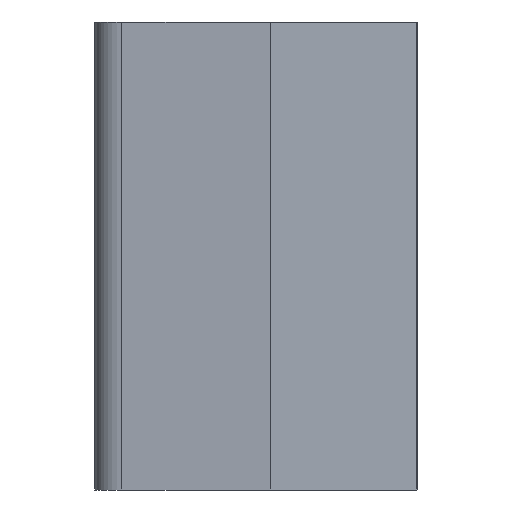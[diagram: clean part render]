
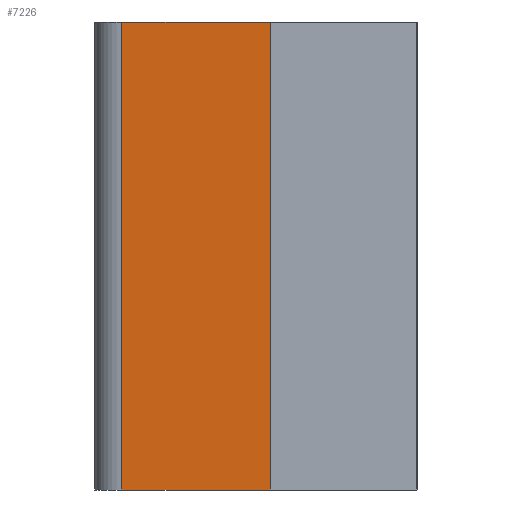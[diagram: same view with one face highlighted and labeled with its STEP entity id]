
A CAD part, left-side view. The second image highlights one B-rep face of the part: STEP entity #7226.
In plain terms, the highlighted planar face has unit normal (-0.997, 0.083, 0).
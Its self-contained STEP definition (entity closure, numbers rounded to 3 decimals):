
#6208 = PLANE ( 'NONE',  #8380 ) ;
#6209 = CARTESIAN_POINT ( 'NONE',  ( -1.008, 0.153, 0.8 ) ) ;
#6210 = DIRECTION ( 'NONE',  ( 0.997, -0.083, 0. ) ) ;
#6211 = DIRECTION ( 'NONE',  ( 0.083, 0.997, 0. ) ) ;
#7226 = ADVANCED_FACE ( 'NONE', ( #8377 ), #6208, .F. ) ;
#8377 = FACE_OUTER_BOUND ( 'NONE', #9897, .T. ) ;
#8380 = AXIS2_PLACEMENT_3D ( 'NONE', #6209, #6210, #6211 ) ;
#9173 = EDGE_CURVE ( 'NONE', #14988, #12947, #16724, .T. ) ;
#9175 = EDGE_CURVE ( 'NONE', #12966, #14863, #16730, .T. ) ;
#9176 = EDGE_CURVE ( 'NONE', #14988, #12966, #16733, .T. ) ;
#9198 = EDGE_CURVE ( 'NONE', #12947, #14863, #16799, .T. ) ;
#9897 = EDGE_LOOP ( 'NONE', ( #10382, #10346, #10348, #10379 ) ) ;
#10346 = ORIENTED_EDGE ( 'NONE', *, *, #9173, .T. ) ;
#10348 = ORIENTED_EDGE ( 'NONE', *, *, #9198, .T. ) ;
#10379 = ORIENTED_EDGE ( 'NONE', *, *, #9175, .F. ) ;
#10382 = ORIENTED_EDGE ( 'NONE', *, *, #9176, .F. ) ;
#11076 = CARTESIAN_POINT ( 'NONE',  ( -0.958, 0.758, -0.8 ) ) ;
#11095 = CARTESIAN_POINT ( 'NONE',  ( -1., 0.25, 0.8 ) ) ;
#11306 = CARTESIAN_POINT ( 'NONE',  ( -1., 0.25, -0.8 ) ) ;
#11321 = CARTESIAN_POINT ( 'NONE',  ( -0.958, 0.758, 0.8 ) ) ;
#12947 = VERTEX_POINT ( 'NONE', #11076 ) ;
#12966 = VERTEX_POINT ( 'NONE', #11095 ) ;
#14863 = VERTEX_POINT ( 'NONE', #11306 ) ;
#14988 = VERTEX_POINT ( 'NONE', #11321 ) ;
#16008 = VECTOR ( 'NONE', #16726, 1000. ) ;
#16010 = VECTOR ( 'NONE', #16732, 1000. ) ;
#16012 = VECTOR ( 'NONE', #16735, 1000. ) ;
#16033 = VECTOR ( 'NONE', #16801, 1000. ) ;
#16724 = LINE ( 'NONE', #16725, #16008 ) ;
#16725 = CARTESIAN_POINT ( 'NONE',  ( -0.958, 0.758, 0.8 ) ) ;
#16726 = DIRECTION ( 'NONE',  ( 0., 0., -1. ) ) ;
#16730 = LINE ( 'NONE', #16731, #16010 ) ;
#16731 = CARTESIAN_POINT ( 'NONE',  ( -1., 0.25, 0.8 ) ) ;
#16732 = DIRECTION ( 'NONE',  ( 0., 0., -1. ) ) ;
#16733 = LINE ( 'NONE', #16734, #16012 ) ;
#16734 = CARTESIAN_POINT ( 'NONE',  ( -1.008, 0.153, 0.8 ) ) ;
#16735 = DIRECTION ( 'NONE',  ( -0.083, -0.997, 0. ) ) ;
#16799 = LINE ( 'NONE', #16800, #16033 ) ;
#16800 = CARTESIAN_POINT ( 'NONE',  ( -1.008, 0.153, -0.8 ) ) ;
#16801 = DIRECTION ( 'NONE',  ( -0.083, -0.997, 0. ) ) ;
